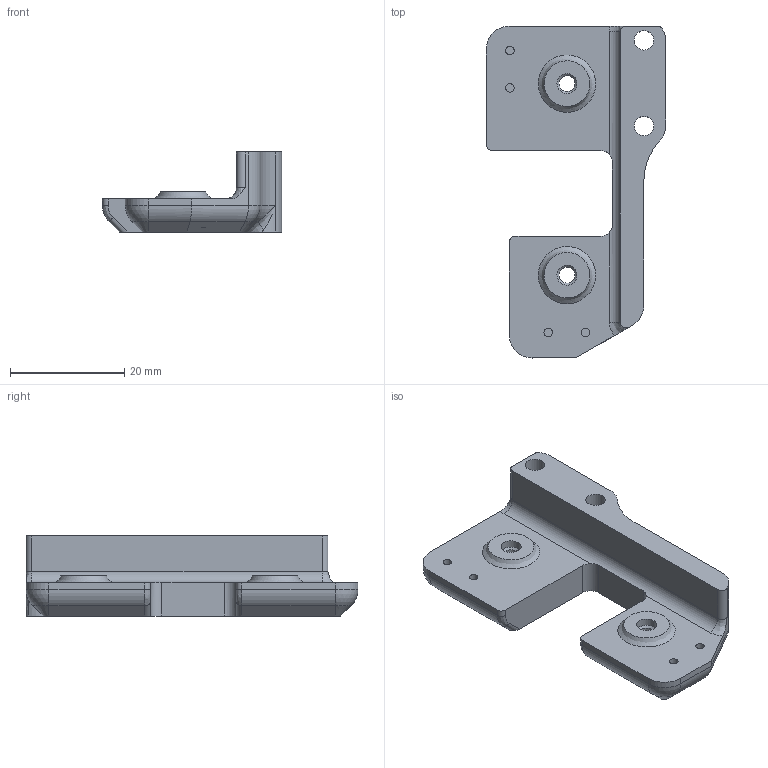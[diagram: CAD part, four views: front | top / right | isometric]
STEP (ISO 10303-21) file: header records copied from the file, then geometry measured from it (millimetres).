
FILE_DESCRIPTION(/* description */ (''),/* implementation_level */ '2;1');
FILE_NAME(/* name */ 'Microswitch_PCB_Pod.step',/* time_stamp */ '2021-07-06T20:13:09-05:00',/* author */ (''),/* organization */ (''),/* preprocessor_version */ 'ST-DEVELOPER v18.1',/* originating_system */ 'Autodesk Translation Framework v10.9.0.1377',/* authorisation */ '');
FILE_SCHEMA (('AUTOMOTIVE_DESIGN { 1 0 10303 214 3 1 1 }'));
Length unit declared in the file: millimetre
Products named in the file (3): Microswitch_Edge_Pod; Component10; Component11
Assembly tree (2 placements, depth 3):
  Microswitch_Edge_Pod
    Component10
      Component11
Bounding box: 31.35 x 58.05 x 14 mm (x, y, z)
Volume: 8666 mm3; surface area: 4726.1 mm2
Topology: 1 solids, 1 shells, 85 faces, 207 edges, 128 vertices
Faces by surface type: cylinder 35, plane 28, bspline 12, cone 6, sphere 3, torus 1
Full cylindrical faces by diameter (mm): 1.5 x4, 2.8 x2, 3.4 x2, 3.5 x2
Entity records: 3255 total; most frequent: CARTESIAN_POINT 1188, DIRECTION 424, ORIENTED_EDGE 410, EDGE_CURVE 205, AXIS2_PLACEMENT_3D 165, VERTEX_POINT 128, EDGE_LOOP 99, LINE 94
